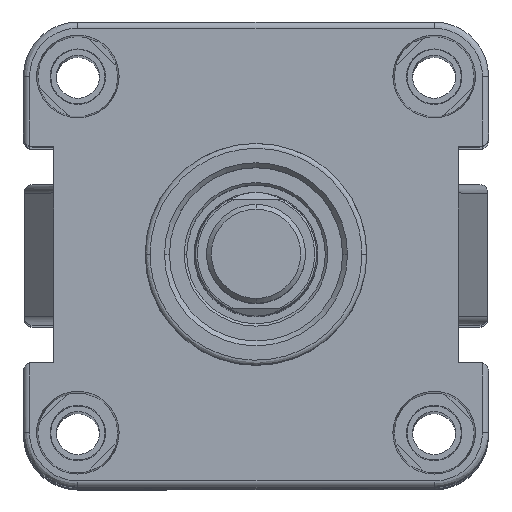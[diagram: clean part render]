
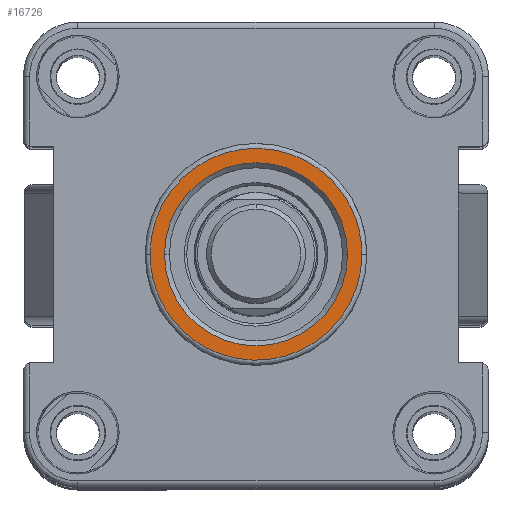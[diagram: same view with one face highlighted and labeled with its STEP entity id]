
A CAD part, top view. The second image highlights one B-rep face of the part: STEP entity #16726.
In plain terms, the highlighted face is planar.
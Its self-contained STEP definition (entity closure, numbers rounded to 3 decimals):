
#314 = CARTESIAN_POINT ( 'NONE',  ( 166., 0., 0. ) ) ;
#914 = CARTESIAN_POINT ( 'NONE',  ( 166., 17.5, 0. ) ) ;
#1989 = CARTESIAN_POINT ( 'NONE',  ( 166., 0., -21.4 ) ) ;
#2568 = DIRECTION ( 'NONE',  ( 0., 0., -1. ) ) ;
#2636 = ORIENTED_EDGE ( 'NONE', *, *, #24937, .F. ) ;
#3043 = DIRECTION ( 'NONE',  ( -1., 0., 0. ) ) ;
#4242 = FACE_BOUND ( 'NONE', #7089, .T. ) ;
#4522 = VERTEX_POINT ( 'NONE', #23254 ) ;
#5321 = CARTESIAN_POINT ( 'NONE',  ( 166., 0., 21.4 ) ) ;
#6044 = EDGE_CURVE ( 'NONE', #19671, #21936, #14736, .T. ) ;
#7089 = EDGE_LOOP ( 'NONE', ( #2636, #15228 ) ) ;
#8768 = DIRECTION ( 'NONE',  ( 1., 0., 0. ) ) ;
#9431 = DIRECTION ( 'NONE',  ( 0., 0., 1. ) ) ;
#9524 = PLANE ( 'NONE',  #14047 ) ;
#10589 = CARTESIAN_POINT ( 'NONE',  ( 166., 0., 0. ) ) ;
#10940 = CARTESIAN_POINT ( 'NONE',  ( 166., 42.8, -21.4 ) ) ;
#11951 = EDGE_LOOP ( 'NONE', ( #16069, #18953 ) ) ;
#11982 = CARTESIAN_POINT ( 'NONE',  ( 166., 0., 21.4 ) ) ;
#12997 = CARTESIAN_POINT ( 'NONE',  ( 166., 0., 21.4 ) ) ;
#14047 = AXIS2_PLACEMENT_3D ( 'NONE', #914, #3043, #9431 ) ;
#14426 =( BOUNDED_CURVE ( )  B_SPLINE_CURVE ( 3, ( #26932, #20340, #16241, #11982 ),
 .UNSPECIFIED., .F., .F. ) 
 B_SPLINE_CURVE_WITH_KNOTS ( ( 4, 4 ),
 ( 0., 1. ),
 .UNSPECIFIED. ) 
 CURVE ( )  GEOMETRIC_REPRESENTATION_ITEM ( )  RATIONAL_B_SPLINE_CURVE ( ( 1., 0.333, 0.333, 1. ) ) 
 REPRESENTATION_ITEM ( '' )  );
#14629 = CARTESIAN_POINT ( 'NONE',  ( 166., 0., -21.4 ) ) ;
#14736 =( BOUNDED_CURVE ( )  B_SPLINE_CURVE ( 3, ( #12997, #21632, #10940, #1989 ),
 .UNSPECIFIED., .F., .T. ) 
 B_SPLINE_CURVE_WITH_KNOTS ( ( 4, 4 ),
 ( 0., 1. ),
 .UNSPECIFIED. ) 
 CURVE ( )  GEOMETRIC_REPRESENTATION_ITEM ( )  RATIONAL_B_SPLINE_CURVE ( ( 1., 0.333, 0.333, 1. ) ) 
 REPRESENTATION_ITEM ( '' )  );
#15228 = ORIENTED_EDGE ( 'NONE', *, *, #16200, .F. ) ;
#15430 = DIRECTION ( 'NONE',  ( 1., 0., 0. ) ) ;
#16069 = ORIENTED_EDGE ( 'NONE', *, *, #6044, .F. ) ;
#16200 = EDGE_CURVE ( 'NONE', #22735, #4522, #25283, .T. ) ;
#16241 = CARTESIAN_POINT ( 'NONE',  ( 166., -42.8, 21.4 ) ) ;
#16467 = FACE_OUTER_BOUND ( 'NONE', #11951, .T. ) ;
#16726 = ADVANCED_FACE ( 'NONE', ( #16467, #4242 ), #9524, .F. ) ;
#18953 = ORIENTED_EDGE ( 'NONE', *, *, #25213, .F. ) ;
#19215 = AXIS2_PLACEMENT_3D ( 'NONE', #10589, #8768, #23417 ) ;
#19671 = VERTEX_POINT ( 'NONE', #5321 ) ;
#20340 = CARTESIAN_POINT ( 'NONE',  ( 166., -42.8, -21.4 ) ) ;
#20466 = AXIS2_PLACEMENT_3D ( 'NONE', #314, #15430, #2568 ) ;
#21632 = CARTESIAN_POINT ( 'NONE',  ( 166., 42.8, 21.4 ) ) ;
#21640 = CARTESIAN_POINT ( 'NONE',  ( 166., 0., 18.5 ) ) ;
#21936 = VERTEX_POINT ( 'NONE', #14629 ) ;
#22288 = CIRCLE ( 'NONE', #19215, 18.5 ) ;
#22735 = VERTEX_POINT ( 'NONE', #21640 ) ;
#23254 = CARTESIAN_POINT ( 'NONE',  ( 166., 0., -18.5 ) ) ;
#23417 = DIRECTION ( 'NONE',  ( 0., 0., -1. ) ) ;
#24937 = EDGE_CURVE ( 'NONE', #4522, #22735, #22288, .T. ) ;
#25213 = EDGE_CURVE ( 'NONE', #21936, #19671, #14426, .T. ) ;
#25283 = CIRCLE ( 'NONE', #20466, 18.5 ) ;
#26932 = CARTESIAN_POINT ( 'NONE',  ( 166., 0., -21.4 ) ) ;
